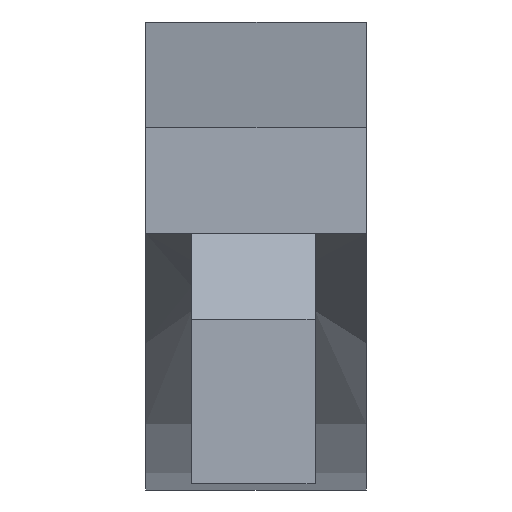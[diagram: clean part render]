
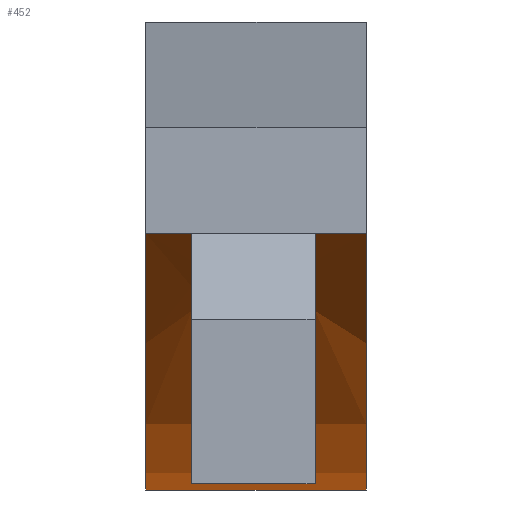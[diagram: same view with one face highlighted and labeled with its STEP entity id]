
A CAD part, left-side view. The second image highlights one B-rep face of the part: STEP entity #452.
In plain terms, the highlighted cylindrical face has radius 32.5 mm (diameter 65 mm), a partial arc.
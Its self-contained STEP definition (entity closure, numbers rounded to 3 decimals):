
#177 = VERTEX_POINT('',#178);
#178 = CARTESIAN_POINT('',(59.455,-61.,-2.196));
#184 = EDGE_CURVE('',#185,#177,#187,.T.);
#185 = VERTEX_POINT('',#186);
#186 = CARTESIAN_POINT('',(62.5,-61.,0.));
#187 = CIRCLE('',#188,32.5);
#188 = AXIS2_PLACEMENT_3D('',#189,#190,#191);
#189 = CARTESIAN_POINT('',(42.,-61.,25.219));
#190 = DIRECTION('',(0.,1.,0.));
#191 = DIRECTION('',(1.,0.,0.));
#284 = VERTEX_POINT('',#285);
#285 = CARTESIAN_POINT('',(59.455,-64.5,-2.196));
#291 = EDGE_CURVE('',#292,#284,#294,.T.);
#292 = VERTEX_POINT('',#293);
#293 = CARTESIAN_POINT('',(62.5,-64.5,0.));
#294 = CIRCLE('',#295,32.5);
#295 = AXIS2_PLACEMENT_3D('',#296,#297,#298);
#296 = CARTESIAN_POINT('',(42.,-64.5,25.219));
#297 = DIRECTION('',(0.,1.,0.));
#298 = DIRECTION('',(1.,0.,0.));
#410 = VERTEX_POINT('',#411);
#411 = CARTESIAN_POINT('',(62.5,-59.8,0.));
#426 = VERTEX_POINT('',#427);
#427 = CARTESIAN_POINT('',(62.5,-66.05,0.));
#433 = EDGE_CURVE('',#292,#426,#434,.T.);
#434 = LINE('',#435,#436);
#435 = CARTESIAN_POINT('',(62.5,-59.8,0.));
#436 = VECTOR('',#437,1.);
#437 = DIRECTION('',(0.,-1.,0.));
#442 = EDGE_CURVE('',#410,#185,#443,.T.);
#443 = LINE('',#444,#445);
#444 = CARTESIAN_POINT('',(62.5,-59.8,0.));
#445 = VECTOR('',#446,1.);
#446 = DIRECTION('',(0.,-1.,0.));
#452 = ADVANCED_FACE('',(#453),#523,.T.);
#453 = FACE_BOUND('',#454,.F.);
#454 = EDGE_LOOP('',(#455,#464,#472,#481,#489,#498,#506,#513,#514,#515,
    #521,#522));
#455 = ORIENTED_EDGE('',*,*,#456,.F.);
#456 = EDGE_CURVE('',#457,#410,#459,.T.);
#457 = VERTEX_POINT('',#458);
#458 = CARTESIAN_POINT('',(21.5,-59.8,0.));
#459 = CIRCLE('',#460,32.5);
#460 = AXIS2_PLACEMENT_3D('',#461,#462,#463);
#461 = CARTESIAN_POINT('',(42.,-59.8,25.219));
#462 = DIRECTION('',(0.,-1.,0.));
#463 = DIRECTION('',(1.,0.,0.));
#464 = ORIENTED_EDGE('',*,*,#465,.T.);
#465 = EDGE_CURVE('',#457,#466,#468,.T.);
#466 = VERTEX_POINT('',#467);
#467 = CARTESIAN_POINT('',(21.5,-61.1,0.));
#468 = LINE('',#469,#470);
#469 = CARTESIAN_POINT('',(21.5,-59.8,0.));
#470 = VECTOR('',#471,1.);
#471 = DIRECTION('',(0.,-1.,0.));
#472 = ORIENTED_EDGE('',*,*,#473,.F.);
#473 = EDGE_CURVE('',#474,#466,#476,.T.);
#474 = VERTEX_POINT('',#475);
#475 = CARTESIAN_POINT('',(24.545,-61.1,-2.196));
#476 = CIRCLE('',#477,32.5);
#477 = AXIS2_PLACEMENT_3D('',#478,#479,#480);
#478 = CARTESIAN_POINT('',(42.,-61.1,25.219));
#479 = DIRECTION('',(0.,1.,0.));
#480 = DIRECTION('',(1.,0.,0.));
#481 = ORIENTED_EDGE('',*,*,#482,.F.);
#482 = EDGE_CURVE('',#483,#474,#485,.T.);
#483 = VERTEX_POINT('',#484);
#484 = CARTESIAN_POINT('',(24.545,-64.6,-2.196));
#485 = LINE('',#486,#487);
#486 = CARTESIAN_POINT('',(24.545,-59.8,-2.196));
#487 = VECTOR('',#488,1.);
#488 = DIRECTION('',(-0.,1.,0.));
#489 = ORIENTED_EDGE('',*,*,#490,.T.);
#490 = EDGE_CURVE('',#483,#491,#493,.T.);
#491 = VERTEX_POINT('',#492);
#492 = CARTESIAN_POINT('',(21.5,-64.6,0.));
#493 = CIRCLE('',#494,32.5);
#494 = AXIS2_PLACEMENT_3D('',#495,#496,#497);
#495 = CARTESIAN_POINT('',(42.,-64.6,25.219));
#496 = DIRECTION('',(0.,1.,0.));
#497 = DIRECTION('',(1.,0.,0.));
#498 = ORIENTED_EDGE('',*,*,#499,.T.);
#499 = EDGE_CURVE('',#491,#500,#502,.T.);
#500 = VERTEX_POINT('',#501);
#501 = CARTESIAN_POINT('',(21.5,-66.05,0.));
#502 = LINE('',#503,#504);
#503 = CARTESIAN_POINT('',(21.5,-59.8,0.));
#504 = VECTOR('',#505,1.);
#505 = DIRECTION('',(0.,-1.,0.));
#506 = ORIENTED_EDGE('',*,*,#507,.T.);
#507 = EDGE_CURVE('',#500,#426,#508,.T.);
#508 = CIRCLE('',#509,32.5);
#509 = AXIS2_PLACEMENT_3D('',#510,#511,#512);
#510 = CARTESIAN_POINT('',(42.,-66.05,25.219));
#511 = DIRECTION('',(0.,-1.,0.));
#512 = DIRECTION('',(1.,0.,0.));
#513 = ORIENTED_EDGE('',*,*,#433,.F.);
#514 = ORIENTED_EDGE('',*,*,#291,.T.);
#515 = ORIENTED_EDGE('',*,*,#516,.T.);
#516 = EDGE_CURVE('',#284,#177,#517,.T.);
#517 = LINE('',#518,#519);
#518 = CARTESIAN_POINT('',(59.455,-59.8,-2.196));
#519 = VECTOR('',#520,1.);
#520 = DIRECTION('',(-0.,1.,0.));
#521 = ORIENTED_EDGE('',*,*,#184,.F.);
#522 = ORIENTED_EDGE('',*,*,#442,.F.);
#523 = CYLINDRICAL_SURFACE('',#524,32.5);
#524 = AXIS2_PLACEMENT_3D('',#525,#526,#527);
#525 = CARTESIAN_POINT('',(42.,-59.8,25.219));
#526 = DIRECTION('',(-0.,1.,0.));
#527 = DIRECTION('',(1.,0.,0.));
